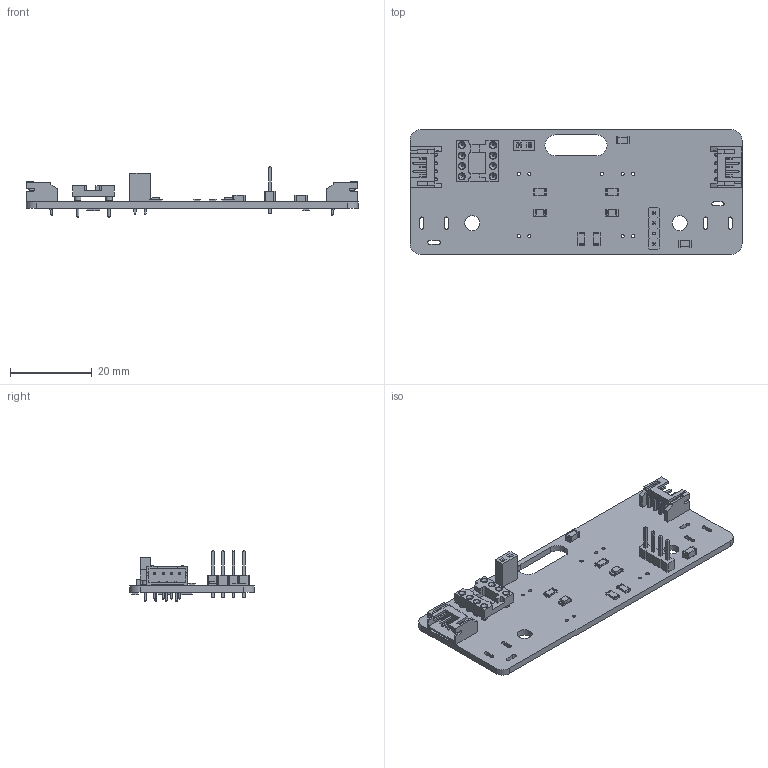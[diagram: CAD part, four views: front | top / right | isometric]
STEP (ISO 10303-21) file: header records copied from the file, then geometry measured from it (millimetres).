
FILE_DESCRIPTION(('KiCad electronic assembly'),'2;1');
FILE_NAME('driver.step','2021-02-01T10:37:23',('An Author'),('A Company' ),'Open CASCADE STEP processor 7.4','KiCad to STEP converter', 'Unknown');
FILE_SCHEMA(('AUTOMOTIVE_DESIGN { 1 0 10303 214 1 1 1 1 }'));
Length unit declared in the file: millimetre
Products named in the file (16): Open CASCADE STEP translator 7.4 1; R_1206_3216Metric; SOLID; JST_PH_S4B-PH-K_1x04_P2.00mm_Horizontal; C_1206_3216Metric; LED_1206_3216Metric; DIP-8_W7.62mm_Socket; PinHeader_1x04_P2.54mm_Vertical; PinSocket_1x02_P2.54mm_Vertical; COMPOUND
Assembly tree (24 placements, depth 3):
  Open CASCADE STEP translator 7.4 1
    R_1206_3216Metric  x7
      SOLID
    JST_PH_S4B-PH-K_1x04_P2.00mm_Horizontal  x2
      SOLID
    C_1206_3216Metric  x2
      SOLID
    LED_1206_3216Metric  x2
      SOLID
    DIP-8_W7.62mm_Socket
      SOLID
    PinHeader_1x04_P2.54mm_Vertical
      SOLID
    PinSocket_1x02_P2.54mm_Vertical
      SOLID
    COMPOUND
Bounding box: 81.28 x 30.48 x 12.32 mm (x, y, z)
Volume: 4455.3 mm3; surface area: 7256.4 mm2
Topology: 17 solids, 17 shells, 1059 faces, 2715 edges, 1757 vertices
Faces by surface type: plane 826, cylinder 209, cone 24
Full cylindrical faces by diameter (mm): 0.508 x16, 0.75 x8, 0.8 x17, 1 x6, 1.524 x8, 1.724 x8, 3.7 x2
Entity records: 45174 total; most frequent: CARTESIAN_POINT 7211, DIRECTION 6423, LINE 4306, VECTOR 4306, ORIENTED_EDGE 3252, PCURVE 3252, DEFINITIONAL_REPRESENTATION 3252, EDGE_CURVE 1626
